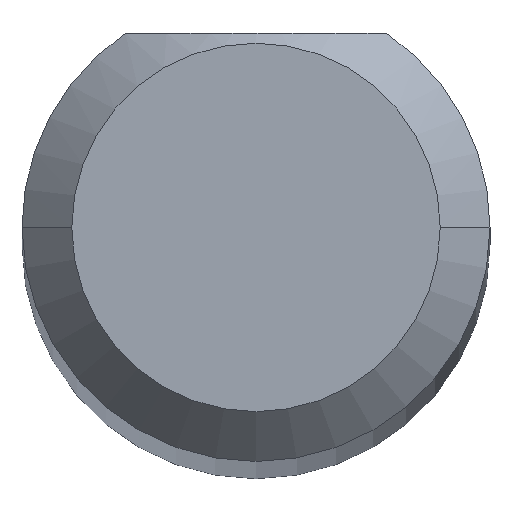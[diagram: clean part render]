
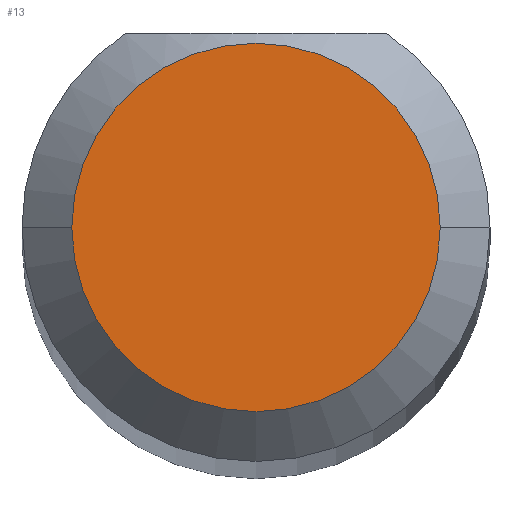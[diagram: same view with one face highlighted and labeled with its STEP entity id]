
A CAD part, top view. The second image highlights one B-rep face of the part: STEP entity #13.
In plain terms, the highlighted planar face has unit normal (0, 0, 1).
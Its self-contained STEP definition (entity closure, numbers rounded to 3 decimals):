
#13 = ADVANCED_FACE ( 'NONE', ( #105 ), #194, .T. ) ;
#52 = ORIENTED_EDGE ( 'NONE', *, *, #249, .T. ) ;
#63 = ORIENTED_EDGE ( 'NONE', *, *, #248, .T. ) ;
#64 = EDGE_LOOP ( 'NONE', ( #52, #63 ) ) ;
#73 = VERTEX_POINT ( 'NONE', #236 ) ;
#105 = FACE_OUTER_BOUND ( 'NONE', #64, .T. ) ;
#118 = VERTEX_POINT ( 'NONE', #326 ) ;
#129 = CIRCLE ( 'NONE', #313, 1.85 ) ;
#131 = CIRCLE ( 'NONE', #286, 1.85 ) ;
#187 = DIRECTION ( 'NONE',  ( 0., 0., 1. ) ) ;
#193 = DIRECTION ( 'NONE',  ( 0., 0., 1. ) ) ;
#194 = PLANE ( 'NONE',  #275 ) ;
#218 = DIRECTION ( 'NONE',  ( 1., 0., 0. ) ) ;
#220 = DIRECTION ( 'NONE',  ( 1., 0., 0. ) ) ;
#221 = CARTESIAN_POINT ( 'NONE',  ( 0., 0., 100. ) ) ;
#224 = CARTESIAN_POINT ( 'NONE',  ( 0., 0., 100. ) ) ;
#225 = DIRECTION ( 'NONE',  ( 0., 0., 1. ) ) ;
#226 = DIRECTION ( 'NONE',  ( 1., 0., 0. ) ) ;
#229 = CARTESIAN_POINT ( 'NONE',  ( 0., 0., 100. ) ) ;
#236 = CARTESIAN_POINT ( 'NONE',  ( 1.85, 0., 100. ) ) ;
#248 = EDGE_CURVE ( 'NONE', #73, #118, #131, .T. ) ;
#249 = EDGE_CURVE ( 'NONE', #118, #73, #129, .T. ) ;
#275 = AXIS2_PLACEMENT_3D ( 'NONE', #229, #187, #220 ) ;
#286 = AXIS2_PLACEMENT_3D ( 'NONE', #221, #193, #218 ) ;
#313 = AXIS2_PLACEMENT_3D ( 'NONE', #224, #225, #226 ) ;
#326 = CARTESIAN_POINT ( 'NONE',  ( -1.85, 0., 100. ) ) ;
